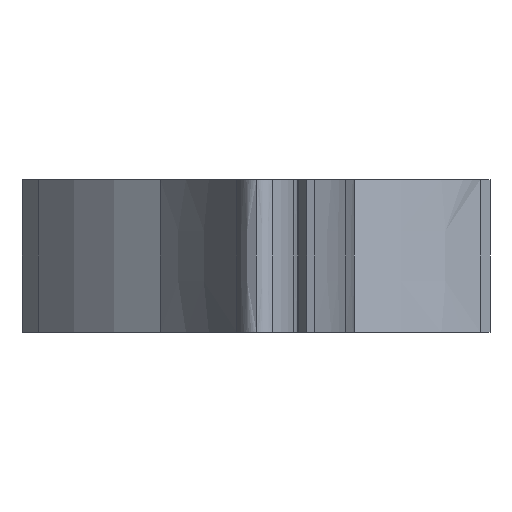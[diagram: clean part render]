
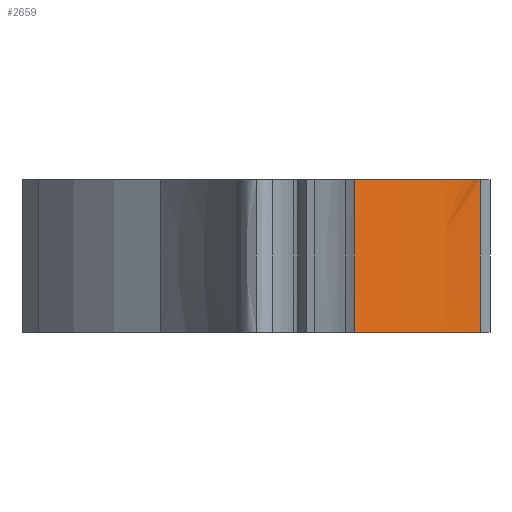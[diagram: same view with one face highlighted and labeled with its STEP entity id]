
A CAD part, left-side view. The second image highlights one B-rep face of the part: STEP entity #2659.
In plain terms, the highlighted face is a extrusion surface.
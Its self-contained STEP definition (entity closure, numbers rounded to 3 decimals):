
#79 = B_SPLINE_SURFACE_WITH_KNOTS('',1,1,(
    (#80,#81)
    ,(#82,#83)),.UNSPECIFIED.,.F.,.F.,.F.,(2,2),(2,2),(-123.109,
    100.615),(-57.474,53.932),
  .PIECEWISE_BEZIER_KNOTS.);
#80 = CARTESIAN_POINT('',(4.299,-49.956,8.));
#81 = CARTESIAN_POINT('',(4.299,-25.391,8.));
#82 = CARTESIAN_POINT('',(53.63,-49.956,8.));
#83 = CARTESIAN_POINT('',(53.63,-25.391,8.));
#138 = B_SPLINE_SURFACE_WITH_KNOTS('',1,1,(
    (#139,#140)
    ,(#141,#142
    )),.UNSPECIFIED.,.F.,.F.,.F.,(2,2),(2,2),(-123.109,
    100.615),(-57.474,53.932),
  .PIECEWISE_BEZIER_KNOTS.);
#139 = CARTESIAN_POINT('',(4.299,-49.956,0.));
#140 = CARTESIAN_POINT('',(4.299,-25.391,0.));
#141 = CARTESIAN_POINT('',(53.63,-49.956,0.));
#142 = CARTESIAN_POINT('',(53.63,-25.391,0.));
#2539 = SURFACE_OF_LINEAR_EXTRUSION('',#2540,#2545);
#2540 = B_SPLINE_CURVE_WITH_KNOTS('',3,(#2541,#2542,#2543,#2544),
  .UNSPECIFIED.,.F.,.F.,(4,4),(0.,1.),.PIECEWISE_BEZIER_KNOTS.);
#2541 = CARTESIAN_POINT('',(13.095,-42.387,0.));
#2542 = CARTESIAN_POINT('',(14.891,-42.728,0.));
#2543 = CARTESIAN_POINT('',(16.724,-42.863,0.));
#2544 = CARTESIAN_POINT('',(18.552,-42.842,0.));
#2545 = VECTOR('',#2546,1.);
#2546 = DIRECTION('',(-0.,-0.,-1.));
#2582 = VERTEX_POINT('',#2583);
#2583 = CARTESIAN_POINT('',(18.552,-42.842,8.));
#2606 = EDGE_CURVE('',#2607,#2582,#2609,.T.);
#2607 = VERTEX_POINT('',#2608);
#2608 = CARTESIAN_POINT('',(18.552,-42.842,0.));
#2609 = SURFACE_CURVE('',#2610,(#2614,#2621),.PCURVE_S1.);
#2610 = LINE('',#2611,#2612);
#2611 = CARTESIAN_POINT('',(18.552,-42.842,0.));
#2612 = VECTOR('',#2613,1.);
#2613 = DIRECTION('',(0.,0.,1.));
#2614 = PCURVE('',#2539,#2615);
#2615 = DEFINITIONAL_REPRESENTATION('',(#2616),#2620);
#2616 = LINE('',#2617,#2618);
#2617 = CARTESIAN_POINT('',(1.,0.));
#2618 = VECTOR('',#2619,1.);
#2619 = DIRECTION('',(0.,-1.));
#2620 = ( GEOMETRIC_REPRESENTATION_CONTEXT(2) 
PARAMETRIC_REPRESENTATION_CONTEXT() REPRESENTATION_CONTEXT('2D SPACE',''
  ) );
#2621 = PCURVE('',#2622,#2630);
#2622 = SURFACE_OF_LINEAR_EXTRUSION('',#2623,#2628);
#2623 = B_SPLINE_CURVE_WITH_KNOTS('',3,(#2624,#2625,#2626,#2627),
  .UNSPECIFIED.,.F.,.F.,(4,4),(0.,1.),.PIECEWISE_BEZIER_KNOTS.);
#2624 = CARTESIAN_POINT('',(18.552,-42.842,0.));
#2625 = CARTESIAN_POINT('',(19.269,-45.191,0.));
#2626 = CARTESIAN_POINT('',(20.833,-48.018,0.));
#2627 = CARTESIAN_POINT('',(22.843,-49.438,0.));
#2628 = VECTOR('',#2629,1.);
#2629 = DIRECTION('',(-0.,-0.,-1.));
#2630 = DEFINITIONAL_REPRESENTATION('',(#2631),#2635);
#2631 = LINE('',#2632,#2633);
#2632 = CARTESIAN_POINT('',(0.,0.));
#2633 = VECTOR('',#2634,1.);
#2634 = DIRECTION('',(0.,-1.));
#2635 = ( GEOMETRIC_REPRESENTATION_CONTEXT(2) 
PARAMETRIC_REPRESENTATION_CONTEXT() REPRESENTATION_CONTEXT('2D SPACE',''
  ) );
#2659 = ADVANCED_FACE('',(#2660),#2622,.F.);
#2660 = FACE_BOUND('',#2661,.F.);
#2661 = EDGE_LOOP('',(#2662,#2663,#2688,#2717));
#2662 = ORIENTED_EDGE('',*,*,#2606,.T.);
#2663 = ORIENTED_EDGE('',*,*,#2664,.T.);
#2664 = EDGE_CURVE('',#2582,#2665,#2667,.T.);
#2665 = VERTEX_POINT('',#2666);
#2666 = CARTESIAN_POINT('',(22.843,-49.438,8.));
#2667 = SURFACE_CURVE('',#2668,(#2673,#2680),.PCURVE_S1.);
#2668 = B_SPLINE_CURVE_WITH_KNOTS('',3,(#2669,#2670,#2671,#2672),
  .UNSPECIFIED.,.F.,.F.,(4,4),(0.,1.),.PIECEWISE_BEZIER_KNOTS.);
#2669 = CARTESIAN_POINT('',(18.552,-42.842,8.));
#2670 = CARTESIAN_POINT('',(19.269,-45.191,8.));
#2671 = CARTESIAN_POINT('',(20.833,-48.018,8.));
#2672 = CARTESIAN_POINT('',(22.843,-49.438,8.));
#2673 = PCURVE('',#2622,#2674);
#2674 = DEFINITIONAL_REPRESENTATION('',(#2675),#2679);
#2675 = LINE('',#2676,#2677);
#2676 = CARTESIAN_POINT('',(0.,-8.));
#2677 = VECTOR('',#2678,1.);
#2678 = DIRECTION('',(1.,0.));
#2679 = ( GEOMETRIC_REPRESENTATION_CONTEXT(2) 
PARAMETRIC_REPRESENTATION_CONTEXT() REPRESENTATION_CONTEXT('2D SPACE',''
  ) );
#2680 = PCURVE('',#79,#2681);
#2681 = DEFINITIONAL_REPRESENTATION('',(#2682),#2687);
#2682 = B_SPLINE_CURVE_WITH_KNOTS('',3,(#2683,#2684,#2685,#2686),
  .UNSPECIFIED.,.F.,.F.,(4,4),(0.,1.),.PIECEWISE_BEZIER_KNOTS.);
#2683 = CARTESIAN_POINT('',(-58.469,-25.208));
#2684 = CARTESIAN_POINT('',(-55.216,-35.861));
#2685 = CARTESIAN_POINT('',(-48.124,-48.686));
#2686 = CARTESIAN_POINT('',(-39.009,-55.123));
#2687 = ( GEOMETRIC_REPRESENTATION_CONTEXT(2) 
PARAMETRIC_REPRESENTATION_CONTEXT() REPRESENTATION_CONTEXT('2D SPACE',''
  ) );
#2688 = ORIENTED_EDGE('',*,*,#2689,.F.);
#2689 = EDGE_CURVE('',#2690,#2665,#2692,.T.);
#2690 = VERTEX_POINT('',#2691);
#2691 = CARTESIAN_POINT('',(22.843,-49.438,0.));
#2692 = SURFACE_CURVE('',#2693,(#2697,#2704),.PCURVE_S1.);
#2693 = LINE('',#2694,#2695);
#2694 = CARTESIAN_POINT('',(22.843,-49.438,0.));
#2695 = VECTOR('',#2696,1.);
#2696 = DIRECTION('',(0.,0.,1.));
#2697 = PCURVE('',#2622,#2698);
#2698 = DEFINITIONAL_REPRESENTATION('',(#2699),#2703);
#2699 = LINE('',#2700,#2701);
#2700 = CARTESIAN_POINT('',(1.,0.));
#2701 = VECTOR('',#2702,1.);
#2702 = DIRECTION('',(0.,-1.));
#2703 = ( GEOMETRIC_REPRESENTATION_CONTEXT(2) 
PARAMETRIC_REPRESENTATION_CONTEXT() REPRESENTATION_CONTEXT('2D SPACE',''
  ) );
#2704 = PCURVE('',#2705,#2711);
#2705 = SURFACE_OF_LINEAR_EXTRUSION('',#2706,#2709);
#2706 = B_SPLINE_CURVE_WITH_KNOTS('',1,(#2707,#2708),.UNSPECIFIED.,.F.,
  .F.,(2,2),(0.,14.422),.PIECEWISE_BEZIER_KNOTS.);
#2707 = CARTESIAN_POINT('',(22.843,-49.438,0.));
#2708 = CARTESIAN_POINT('',(23.576,-49.956,0.));
#2709 = VECTOR('',#2710,1.);
#2710 = DIRECTION('',(-0.,-0.,-1.));
#2711 = DEFINITIONAL_REPRESENTATION('',(#2712),#2716);
#2712 = LINE('',#2713,#2714);
#2713 = CARTESIAN_POINT('',(0.,0.));
#2714 = VECTOR('',#2715,1.);
#2715 = DIRECTION('',(0.,-1.));
#2716 = ( GEOMETRIC_REPRESENTATION_CONTEXT(2) 
PARAMETRIC_REPRESENTATION_CONTEXT() REPRESENTATION_CONTEXT('2D SPACE',''
  ) );
#2717 = ORIENTED_EDGE('',*,*,#2718,.F.);
#2718 = EDGE_CURVE('',#2607,#2690,#2719,.T.);
#2719 = SURFACE_CURVE('',#2720,(#2725,#2732),.PCURVE_S1.);
#2720 = B_SPLINE_CURVE_WITH_KNOTS('',3,(#2721,#2722,#2723,#2724),
  .UNSPECIFIED.,.F.,.F.,(4,4),(0.,1.),.PIECEWISE_BEZIER_KNOTS.);
#2721 = CARTESIAN_POINT('',(18.552,-42.842,0.));
#2722 = CARTESIAN_POINT('',(19.269,-45.191,0.));
#2723 = CARTESIAN_POINT('',(20.833,-48.018,0.));
#2724 = CARTESIAN_POINT('',(22.843,-49.438,0.));
#2725 = PCURVE('',#2622,#2726);
#2726 = DEFINITIONAL_REPRESENTATION('',(#2727),#2731);
#2727 = LINE('',#2728,#2729);
#2728 = CARTESIAN_POINT('',(0.,0.));
#2729 = VECTOR('',#2730,1.);
#2730 = DIRECTION('',(1.,0.));
#2731 = ( GEOMETRIC_REPRESENTATION_CONTEXT(2) 
PARAMETRIC_REPRESENTATION_CONTEXT() REPRESENTATION_CONTEXT('2D SPACE',''
  ) );
#2732 = PCURVE('',#138,#2733);
#2733 = DEFINITIONAL_REPRESENTATION('',(#2734),#2739);
#2734 = B_SPLINE_CURVE_WITH_KNOTS('',3,(#2735,#2736,#2737,#2738),
  .UNSPECIFIED.,.F.,.F.,(4,4),(0.,1.),.PIECEWISE_BEZIER_KNOTS.);
#2735 = CARTESIAN_POINT('',(-58.469,-25.208));
#2736 = CARTESIAN_POINT('',(-55.216,-35.861));
#2737 = CARTESIAN_POINT('',(-48.124,-48.686));
#2738 = CARTESIAN_POINT('',(-39.009,-55.123));
#2739 = ( GEOMETRIC_REPRESENTATION_CONTEXT(2) 
PARAMETRIC_REPRESENTATION_CONTEXT() REPRESENTATION_CONTEXT('2D SPACE',''
  ) );
